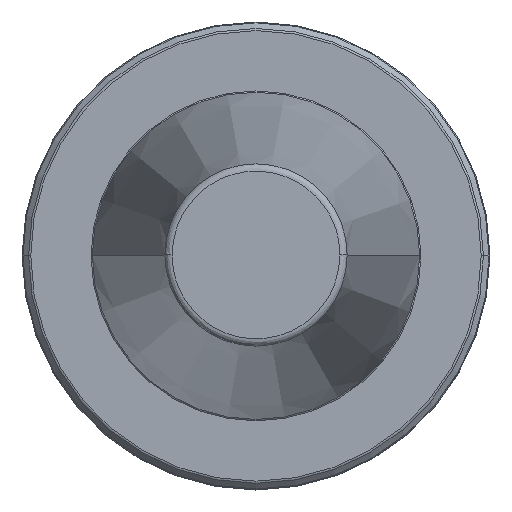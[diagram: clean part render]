
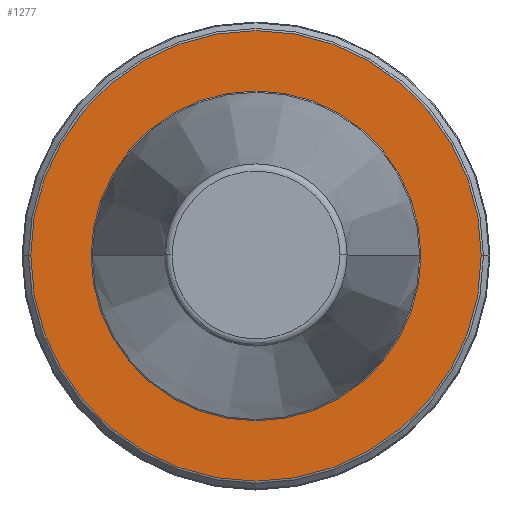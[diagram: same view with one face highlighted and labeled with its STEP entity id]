
A CAD part, top view. The second image highlights one B-rep face of the part: STEP entity #1277.
In plain terms, the highlighted planar face has unit normal (0, 0, 1).
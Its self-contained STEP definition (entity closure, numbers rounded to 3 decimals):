
#37 = CARTESIAN_POINT ( 'NONE',  ( 30.594, 0., -3.19 ) ) ;
#73 = DIRECTION ( 'NONE',  ( 1., 0., 0. ) ) ;
#125 = EDGE_CURVE ( 'NONE', #643, #233, #486, .T. ) ;
#156 = CIRCLE ( 'NONE', #429, 30.594 ) ;
#199 = EDGE_CURVE ( 'NONE', #233, #643, #156, .T. ) ;
#211 = ORIENTED_EDGE ( 'NONE', *, *, #976, .F. ) ;
#233 = VERTEX_POINT ( 'NONE', #1140 ) ;
#240 = DIRECTION ( 'NONE',  ( 0., 0., 1. ) ) ;
#327 = DIRECTION ( 'NONE',  ( 1., 0., 0. ) ) ;
#426 = CARTESIAN_POINT ( 'NONE',  ( 0., 0., -3.19 ) ) ;
#429 = AXIS2_PLACEMENT_3D ( 'NONE', #426, #1245, #587 ) ;
#463 = FACE_OUTER_BOUND ( 'NONE', #1183, .T. ) ;
#486 = CIRCLE ( 'NONE', #1185, 30.594 ) ;
#540 = DIRECTION ( 'NONE',  ( 0., 0., 1. ) ) ;
#558 = VERTEX_POINT ( 'NONE', #995 ) ;
#587 = DIRECTION ( 'NONE',  ( 1., 0., 0. ) ) ;
#606 = DIRECTION ( 'NONE',  ( 0., 0., 1. ) ) ;
#622 = CARTESIAN_POINT ( 'NONE',  ( 0., 0., -3.19 ) ) ;
#643 = VERTEX_POINT ( 'NONE', #37 ) ;
#661 = CARTESIAN_POINT ( 'NONE',  ( 0., 0., -3.19 ) ) ;
#839 = CIRCLE ( 'NONE', #1503, 22.401 ) ;
#844 = CARTESIAN_POINT ( 'NONE',  ( 0., 0., -3.19 ) ) ;
#861 = PLANE ( 'NONE',  #1086 ) ;
#884 = EDGE_LOOP ( 'NONE', ( #211, #1221 ) ) ;
#941 = ORIENTED_EDGE ( 'NONE', *, *, #199, .T. ) ;
#976 = EDGE_CURVE ( 'NONE', #558, #1126, #839, .T. ) ;
#995 = CARTESIAN_POINT ( 'NONE',  ( 22.401, 0., -3.19 ) ) ;
#1031 = DIRECTION ( 'NONE',  ( 0., 0., 1. ) ) ;
#1050 = CARTESIAN_POINT ( 'NONE',  ( -22.401, 0., -3.19 ) ) ;
#1086 = AXIS2_PLACEMENT_3D ( 'NONE', #661, #540, #327 ) ;
#1126 = VERTEX_POINT ( 'NONE', #1050 ) ;
#1140 = CARTESIAN_POINT ( 'NONE',  ( -30.594, 0., -3.19 ) ) ;
#1146 = AXIS2_PLACEMENT_3D ( 'NONE', #622, #1031, #1241 ) ;
#1183 = EDGE_LOOP ( 'NONE', ( #1253, #941 ) ) ;
#1185 = AXIS2_PLACEMENT_3D ( 'NONE', #844, #240, #73 ) ;
#1221 = ORIENTED_EDGE ( 'NONE', *, *, #1482, .F. ) ;
#1229 = CIRCLE ( 'NONE', #1146, 22.401 ) ;
#1241 = DIRECTION ( 'NONE',  ( 0., -1., 0. ) ) ;
#1245 = DIRECTION ( 'NONE',  ( 0., 0., 1. ) ) ;
#1253 = ORIENTED_EDGE ( 'NONE', *, *, #125, .T. ) ;
#1277 = ADVANCED_FACE ( 'NONE', ( #463, #1505 ), #861, .T. ) ;
#1341 = DIRECTION ( 'NONE',  ( 0., -1., 0. ) ) ;
#1473 = CARTESIAN_POINT ( 'NONE',  ( 0., 0., -3.19 ) ) ;
#1482 = EDGE_CURVE ( 'NONE', #1126, #558, #1229, .T. ) ;
#1503 = AXIS2_PLACEMENT_3D ( 'NONE', #1473, #606, #1341 ) ;
#1505 = FACE_BOUND ( 'NONE', #884, .T. ) ;
